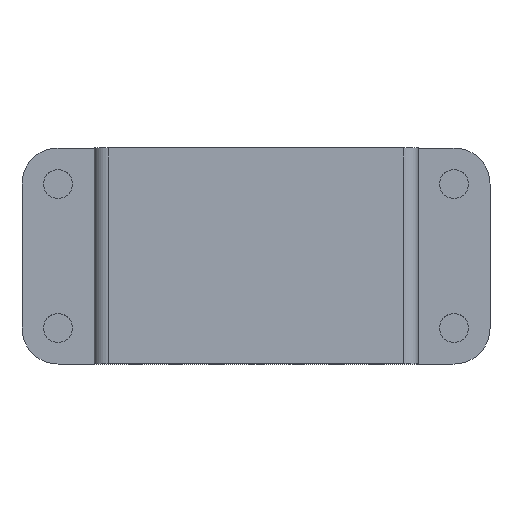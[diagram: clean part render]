
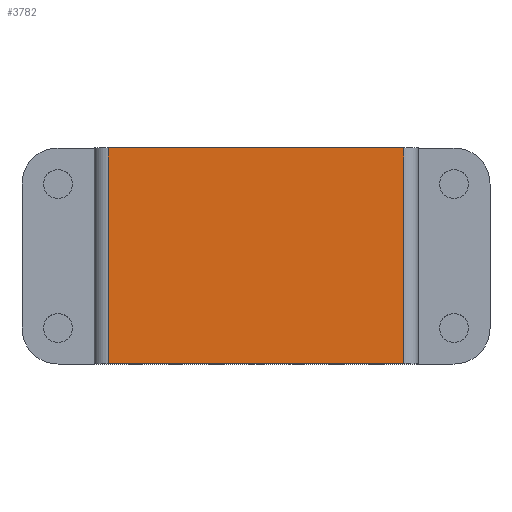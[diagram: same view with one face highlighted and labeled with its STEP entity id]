
A CAD part, top view. The second image highlights one B-rep face of the part: STEP entity #3782.
In plain terms, the highlighted planar face has unit normal (0, 0, 1).
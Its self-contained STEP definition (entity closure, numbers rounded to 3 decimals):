
#182 = PLANE('',#183);
#183 = AXIS2_PLACEMENT_3D('',#184,#185,#186);
#184 = CARTESIAN_POINT('',(-27.5,-15.,0.));
#185 = DIRECTION('',(0.,-1.,0.));
#186 = DIRECTION('',(1.,0.,0.));
#237 = PLANE('',#238);
#238 = AXIS2_PLACEMENT_3D('',#239,#240,#241);
#239 = CARTESIAN_POINT('',(-27.5,15.,0.));
#240 = DIRECTION('',(0.,-1.,0.));
#241 = DIRECTION('',(1.,0.,0.));
#683 = VERTEX_POINT('',#684);
#684 = CARTESIAN_POINT('',(20.5,-15.,3.167));
#699 = CYLINDRICAL_SURFACE('',#700,2.);
#700 = AXIS2_PLACEMENT_3D('',#701,#702,#703);
#701 = CARTESIAN_POINT('',(20.5,15.,1.167));
#702 = DIRECTION('',(0.,1.,0.));
#703 = DIRECTION('',(1.,0.,0.));
#711 = EDGE_CURVE('',#712,#683,#714,.T.);
#712 = VERTEX_POINT('',#713);
#713 = CARTESIAN_POINT('',(-20.5,-15.,3.167));
#714 = SURFACE_CURVE('',#715,(#719,#726),.PCURVE_S1.);
#715 = LINE('',#716,#717);
#716 = CARTESIAN_POINT('',(0.,-15.,3.167));
#717 = VECTOR('',#718,1.);
#718 = DIRECTION('',(1.,0.,0.));
#719 = PCURVE('',#182,#720);
#720 = DEFINITIONAL_REPRESENTATION('',(#721),#725);
#721 = LINE('',#722,#723);
#722 = CARTESIAN_POINT('',(27.5,3.167));
#723 = VECTOR('',#724,1.);
#724 = DIRECTION('',(1.,0.));
#725 = ( GEOMETRIC_REPRESENTATION_CONTEXT(2) 
PARAMETRIC_REPRESENTATION_CONTEXT() REPRESENTATION_CONTEXT('2D SPACE',''
  ) );
#726 = PCURVE('',#727,#732);
#727 = PLANE('',#728);
#728 = AXIS2_PLACEMENT_3D('',#729,#730,#731);
#729 = CARTESIAN_POINT('',(-20.5,15.,3.167));
#730 = DIRECTION('',(0.,0.,1.));
#731 = DIRECTION('',(1.,0.,0.));
#732 = DEFINITIONAL_REPRESENTATION('',(#733),#737);
#733 = LINE('',#734,#735);
#734 = CARTESIAN_POINT('',(20.5,-30.));
#735 = VECTOR('',#736,1.);
#736 = DIRECTION('',(1.,0.));
#737 = ( GEOMETRIC_REPRESENTATION_CONTEXT(2) 
PARAMETRIC_REPRESENTATION_CONTEXT() REPRESENTATION_CONTEXT('2D SPACE',''
  ) );
#756 = CYLINDRICAL_SURFACE('',#757,2.);
#757 = AXIS2_PLACEMENT_3D('',#758,#759,#760);
#758 = CARTESIAN_POINT('',(-20.5,15.,1.167));
#759 = DIRECTION('',(0.,1.,0.));
#760 = DIRECTION('',(1.,0.,0.));
#2122 = VERTEX_POINT('',#2123);
#2123 = CARTESIAN_POINT('',(20.5,15.,3.167));
#2145 = EDGE_CURVE('',#2146,#2122,#2148,.T.);
#2146 = VERTEX_POINT('',#2147);
#2147 = CARTESIAN_POINT('',(-20.5,15.,3.167));
#2148 = SURFACE_CURVE('',#2149,(#2153,#2160),.PCURVE_S1.);
#2149 = LINE('',#2150,#2151);
#2150 = CARTESIAN_POINT('',(0.,15.,3.167));
#2151 = VECTOR('',#2152,1.);
#2152 = DIRECTION('',(1.,0.,0.));
#2153 = PCURVE('',#237,#2154);
#2154 = DEFINITIONAL_REPRESENTATION('',(#2155),#2159);
#2155 = LINE('',#2156,#2157);
#2156 = CARTESIAN_POINT('',(27.5,3.167));
#2157 = VECTOR('',#2158,1.);
#2158 = DIRECTION('',(1.,0.));
#2159 = ( GEOMETRIC_REPRESENTATION_CONTEXT(2) 
PARAMETRIC_REPRESENTATION_CONTEXT() REPRESENTATION_CONTEXT('2D SPACE',''
  ) );
#2160 = PCURVE('',#727,#2161);
#2161 = DEFINITIONAL_REPRESENTATION('',(#2162),#2166);
#2162 = LINE('',#2163,#2164);
#2163 = CARTESIAN_POINT('',(20.5,0.));
#2164 = VECTOR('',#2165,1.);
#2165 = DIRECTION('',(1.,0.));
#2166 = ( GEOMETRIC_REPRESENTATION_CONTEXT(2) 
PARAMETRIC_REPRESENTATION_CONTEXT() REPRESENTATION_CONTEXT('2D SPACE',''
  ) );
#3759 = EDGE_CURVE('',#2146,#712,#3760,.T.);
#3760 = SURFACE_CURVE('',#3761,(#3765,#3772),.PCURVE_S1.);
#3761 = LINE('',#3762,#3763);
#3762 = CARTESIAN_POINT('',(-20.5,15.,3.167));
#3763 = VECTOR('',#3764,1.);
#3764 = DIRECTION('',(0.,-1.,0.));
#3765 = PCURVE('',#756,#3766);
#3766 = DEFINITIONAL_REPRESENTATION('',(#3767),#3771);
#3767 = LINE('',#3768,#3769);
#3768 = CARTESIAN_POINT('',(-1.571,0.));
#3769 = VECTOR('',#3770,1.);
#3770 = DIRECTION('',(-0.,-1.));
#3771 = ( GEOMETRIC_REPRESENTATION_CONTEXT(2) 
PARAMETRIC_REPRESENTATION_CONTEXT() REPRESENTATION_CONTEXT('2D SPACE',''
  ) );
#3772 = PCURVE('',#727,#3773);
#3773 = DEFINITIONAL_REPRESENTATION('',(#3774),#3778);
#3774 = LINE('',#3775,#3776);
#3775 = CARTESIAN_POINT('',(0.,0.));
#3776 = VECTOR('',#3777,1.);
#3777 = DIRECTION('',(0.,-1.));
#3778 = ( GEOMETRIC_REPRESENTATION_CONTEXT(2) 
PARAMETRIC_REPRESENTATION_CONTEXT() REPRESENTATION_CONTEXT('2D SPACE',''
  ) );
#3782 = ADVANCED_FACE('',(#3783),#727,.T.);
#3783 = FACE_BOUND('',#3784,.T.);
#3784 = EDGE_LOOP('',(#3785,#3786,#3787,#3808));
#3785 = ORIENTED_EDGE('',*,*,#3759,.T.);
#3786 = ORIENTED_EDGE('',*,*,#711,.T.);
#3787 = ORIENTED_EDGE('',*,*,#3788,.F.);
#3788 = EDGE_CURVE('',#2122,#683,#3789,.T.);
#3789 = SURFACE_CURVE('',#3790,(#3794,#3801),.PCURVE_S1.);
#3790 = LINE('',#3791,#3792);
#3791 = CARTESIAN_POINT('',(20.5,15.,3.167));
#3792 = VECTOR('',#3793,1.);
#3793 = DIRECTION('',(0.,-1.,0.));
#3794 = PCURVE('',#727,#3795);
#3795 = DEFINITIONAL_REPRESENTATION('',(#3796),#3800);
#3796 = LINE('',#3797,#3798);
#3797 = CARTESIAN_POINT('',(41.,0.));
#3798 = VECTOR('',#3799,1.);
#3799 = DIRECTION('',(0.,-1.));
#3800 = ( GEOMETRIC_REPRESENTATION_CONTEXT(2) 
PARAMETRIC_REPRESENTATION_CONTEXT() REPRESENTATION_CONTEXT('2D SPACE',''
  ) );
#3801 = PCURVE('',#699,#3802);
#3802 = DEFINITIONAL_REPRESENTATION('',(#3803),#3807);
#3803 = LINE('',#3804,#3805);
#3804 = CARTESIAN_POINT('',(-1.571,0.));
#3805 = VECTOR('',#3806,1.);
#3806 = DIRECTION('',(-0.,-1.));
#3807 = ( GEOMETRIC_REPRESENTATION_CONTEXT(2) 
PARAMETRIC_REPRESENTATION_CONTEXT() REPRESENTATION_CONTEXT('2D SPACE',''
  ) );
#3808 = ORIENTED_EDGE('',*,*,#2145,.F.);
